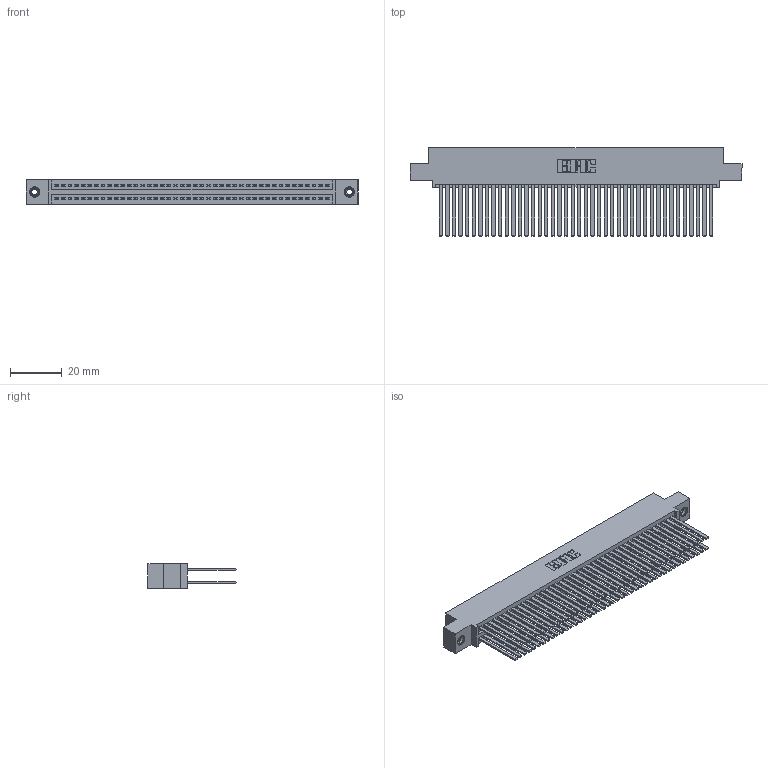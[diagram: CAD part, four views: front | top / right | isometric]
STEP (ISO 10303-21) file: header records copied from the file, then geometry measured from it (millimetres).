
FILE_DESCRIPTION (( 'STEP AP203' ), '1' );
FILE_NAME ('395-084-544-508.STEP', '2019-10-25T09:56:36', ( '' ), ( '' ), 'SwSTEP 2.0', 'SolidWorks 2016', '' );
FILE_SCHEMA (( 'CONFIG_CONTROL_DESIGN' ));
Length unit declared in the file: inch
Products named in the file (4): 345 Part_0.110 Offset - 0.156 Dia-TI; 345-292-001_345-293-144; 345-250-001_345-250-003-102; 395-084-544-508
Assembly tree (87 placements, depth 2):
  395-084-544-508
    345 Part_0.110 Offset - 0.156 Dia-TI
    345-292-001_345-293-144  x84
    345-250-001_345-250-003-102  x2
Bounding box: 127.89 x 33.96 x 9.4 mm (x, y, z)
Volume: 13520.9 mm3; surface area: 23543.7 mm2
Topology: 87 solids, 87 shells, 3886 faces, 11493 edges, 7542 vertices
Faces by surface type: plane 2552, cylinder 1318, cone 12, torus 4
Entity records: 34088 total; most frequent: CARTESIAN_POINT 5695, ORIENTED_EDGE 5622, DIRECTION 5045, EDGE_CURVE 2811, VECTOR 2495, LINE 2495, VERTEX_POINT 1868, AXIS2_PLACEMENT_3D 1275
